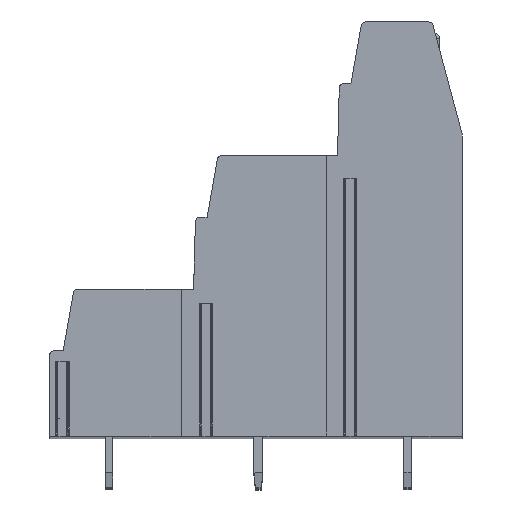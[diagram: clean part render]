
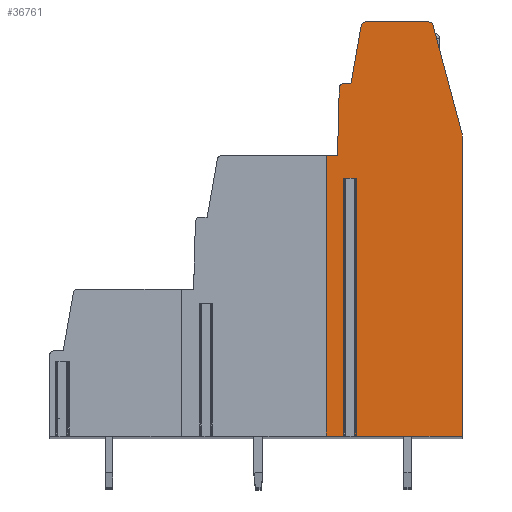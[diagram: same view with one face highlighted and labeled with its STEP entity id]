
A CAD part, top view. The second image highlights one B-rep face of the part: STEP entity #36761.
In plain terms, the highlighted planar face has unit normal (0, 0, 1).
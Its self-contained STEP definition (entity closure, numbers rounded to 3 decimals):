
#14=DIRECTION('',(-1.,0.,0.));
#15=VECTOR('',#14,0.743);
#16=CARTESIAN_POINT('',(1.908,2.65,99.06));
#17=LINE('',#16,#15);
#18=DIRECTION('',(0.,-1.,0.));
#19=VECTOR('',#18,17.55);
#20=CARTESIAN_POINT('',(1.165,2.65,99.06));
#21=LINE('',#20,#19);
#22=DIRECTION('',(1.,0.,0.));
#23=VECTOR('',#22,1.228);
#24=CARTESIAN_POINT('',(-0.063,-14.9,99.06));
#25=LINE('',#24,#23);
#26=DIRECTION('',(-1.,0.,0.));
#27=VECTOR('',#26,0.75);
#28=CARTESIAN_POINT('',(0.687,4.2,99.06));
#29=LINE('',#28,#27);
#30=DIRECTION('',(-0.026,-1.,0.));
#31=VECTOR('',#30,4.609);
#32=CARTESIAN_POINT('',(0.808,8.808,99.06));
#33=LINE('',#32,#31);
#34=CARTESIAN_POINT('',(1.108,8.8,99.06));
#35=DIRECTION('',(0.,0.,1.));
#36=DIRECTION('',(0.,1.,0.));
#37=AXIS2_PLACEMENT_3D('',#34,#35,#36);
#39=DIRECTION('',(-1.,0.,0.));
#40=VECTOR('',#39,0.497);
#41=CARTESIAN_POINT('',(1.605,9.1,99.06));
#42=LINE('',#41,#40);
#43=DIRECTION('',(-0.174,-0.985,0.));
#44=VECTOR('',#43,4.013);
#45=CARTESIAN_POINT('',(2.301,13.052,99.06));
#46=LINE('',#45,#44);
#47=CARTESIAN_POINT('',(2.597,13.,99.06));
#48=DIRECTION('',(0.,0.,1.));
#49=DIRECTION('',(0.,1.,0.));
#50=AXIS2_PLACEMENT_3D('',#47,#48,#49);
#52=DIRECTION('',(-1.,0.,0.));
#53=VECTOR('',#52,4.31);
#54=CARTESIAN_POINT('',(6.907,13.3,99.06));
#55=LINE('',#54,#53);
#56=CARTESIAN_POINT('',(6.907,13.,99.06));
#57=DIRECTION('',(0.,0.,1.));
#58=DIRECTION('',(0.966,0.259,0.));
#59=AXIS2_PLACEMENT_3D('',#56,#57,#58);
#61=CARTESIAN_POINT('',(8.187,5.518,99.06));
#62=DIRECTION('',(0.,0.,1.));
#63=DIRECTION('',(1.,0.,0.));
#64=AXIS2_PLACEMENT_3D('',#61,#62,#63);
#66=DIRECTION('',(0.,1.,0.));
#67=VECTOR('',#66,20.418);
#68=CARTESIAN_POINT('',(9.187,-14.9,99.06));
#69=LINE('',#68,#67);
#70=DIRECTION('',(1.,0.,0.));
#71=VECTOR('',#70,7.279);
#72=CARTESIAN_POINT('',(1.908,-14.9,99.06));
#73=LINE('',#72,#71);
#74=DIRECTION('',(0.,-1.,0.));
#75=VECTOR('',#74,17.55);
#76=CARTESIAN_POINT('',(1.908,2.65,99.06));
#77=LINE('',#76,#75);
#11626=DIRECTION('',(-0.259,0.966,0.));
#11627=VECTOR('',#11626,7.558);
#11628=CARTESIAN_POINT('',(9.153,5.777,99.06));
#11629=LINE('',#11628,#11627);
#19630=DIRECTION('',(0.,-1.,0.));
#19631=VECTOR('',#19630,19.1);
#19632=CARTESIAN_POINT('',(-0.063,4.2,99.06));
#19633=LINE('',#19632,#19631);
#28962=CARTESIAN_POINT('',(9.187,-14.9,99.06));
#28963=CARTESIAN_POINT('',(9.187,5.518,99.06));
#28964=VERTEX_POINT('',#28962);
#28965=VERTEX_POINT('',#28963);
#28966=CARTESIAN_POINT('',(9.153,5.777,99.06));
#28967=VERTEX_POINT('',#28966);
#28968=CARTESIAN_POINT('',(7.197,13.078,99.06));
#28969=CARTESIAN_POINT('',(6.907,13.3,99.06));
#28970=VERTEX_POINT('',#28968);
#28971=VERTEX_POINT('',#28969);
#28972=CARTESIAN_POINT('',(2.597,13.3,99.06));
#28973=VERTEX_POINT('',#28972);
#28974=CARTESIAN_POINT('',(2.301,13.052,99.06));
#28975=VERTEX_POINT('',#28974);
#28976=CARTESIAN_POINT('',(1.605,9.1,99.06));
#28977=VERTEX_POINT('',#28976);
#28978=CARTESIAN_POINT('',(1.108,9.1,99.06));
#28979=VERTEX_POINT('',#28978);
#28980=CARTESIAN_POINT('',(0.808,8.808,99.06));
#28981=VERTEX_POINT('',#28980);
#28982=CARTESIAN_POINT('',(0.687,4.2,99.06));
#28983=VERTEX_POINT('',#28982);
#29022=CARTESIAN_POINT('',(-0.063,-14.9,99.06));
#29024=VERTEX_POINT('',#29022);
#29030=CARTESIAN_POINT('',(-0.063,4.2,99.06));
#29031=VERTEX_POINT('',#29030);
#29078=CARTESIAN_POINT('',(1.908,2.65,99.06));
#29079=CARTESIAN_POINT('',(1.165,2.65,99.06));
#29080=VERTEX_POINT('',#29078);
#29081=VERTEX_POINT('',#29079);
#29082=CARTESIAN_POINT('',(1.908,-14.9,99.06));
#29083=VERTEX_POINT('',#29082);
#29084=CARTESIAN_POINT('',(1.165,-14.9,99.06));
#29085=VERTEX_POINT('',#29084);
#36720=CARTESIAN_POINT('',(0.,0.,99.06));
#36721=DIRECTION('',(0.,0.,1.));
#36722=DIRECTION('',(1.,0.,0.));
#36723=AXIS2_PLACEMENT_3D('',#36720,#36721,#36722);
#36724=PLANE('',#36723);
#36726=ORIENTED_EDGE('',*,*,#36725,.T.);
#36728=ORIENTED_EDGE('',*,*,#36727,.T.);
#36730=ORIENTED_EDGE('',*,*,#36729,.F.);
#36732=ORIENTED_EDGE('',*,*,#36731,.F.);
#36734=ORIENTED_EDGE('',*,*,#36733,.F.);
#36736=ORIENTED_EDGE('',*,*,#36735,.F.);
#36738=ORIENTED_EDGE('',*,*,#36737,.F.);
#36740=ORIENTED_EDGE('',*,*,#36739,.F.);
#36742=ORIENTED_EDGE('',*,*,#36741,.F.);
#36744=ORIENTED_EDGE('',*,*,#36743,.F.);
#36746=ORIENTED_EDGE('',*,*,#36745,.F.);
#36748=ORIENTED_EDGE('',*,*,#36747,.F.);
#36750=ORIENTED_EDGE('',*,*,#36749,.F.);
#36752=ORIENTED_EDGE('',*,*,#36751,.F.);
#36754=ORIENTED_EDGE('',*,*,#36753,.F.);
#36756=ORIENTED_EDGE('',*,*,#36755,.F.);
#36758=ORIENTED_EDGE('',*,*,#36757,.F.);
#36759=EDGE_LOOP('',(#36726,#36728,#36730,#36732,#36734,#36736,#36738,#36740,
#36742,#36744,#36746,#36748,#36750,#36752,#36754,#36756,#36758));
#36760=FACE_OUTER_BOUND('',#36759,.F.);
#38=CIRCLE('',#37,0.3);
#51=CIRCLE('',#50,0.3);
#60=CIRCLE('',#59,0.3);
#65=CIRCLE('',#64,1.);
#36725=EDGE_CURVE('',#29080,#29081,#17,.T.);
#36727=EDGE_CURVE('',#29081,#29085,#21,.T.);
#36729=EDGE_CURVE('',#29024,#29085,#25,.T.);
#36731=EDGE_CURVE('',#29031,#29024,#19633,.T.);
#36733=EDGE_CURVE('',#28983,#29031,#29,.T.);
#36735=EDGE_CURVE('',#28981,#28983,#33,.T.);
#36737=EDGE_CURVE('',#28979,#28981,#38,.T.);
#36739=EDGE_CURVE('',#28977,#28979,#42,.T.);
#36741=EDGE_CURVE('',#28975,#28977,#46,.T.);
#36743=EDGE_CURVE('',#28973,#28975,#51,.T.);
#36745=EDGE_CURVE('',#28971,#28973,#55,.T.);
#36747=EDGE_CURVE('',#28970,#28971,#60,.T.);
#36749=EDGE_CURVE('',#28967,#28970,#11629,.T.);
#36751=EDGE_CURVE('',#28965,#28967,#65,.T.);
#36753=EDGE_CURVE('',#28964,#28965,#69,.T.);
#36755=EDGE_CURVE('',#29083,#28964,#73,.T.);
#36757=EDGE_CURVE('',#29080,#29083,#77,.T.);
#36761=ADVANCED_FACE('',(#36760),#36724,.T.);
